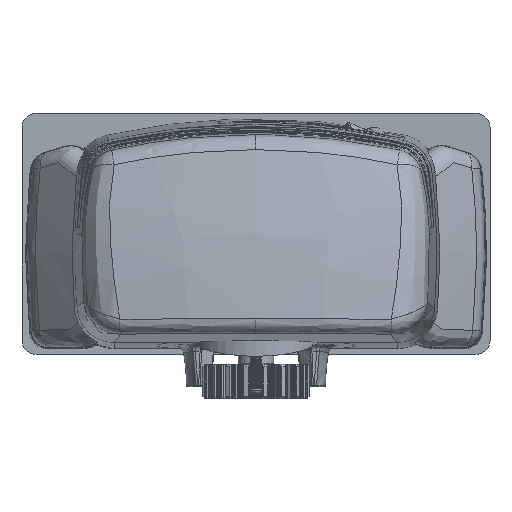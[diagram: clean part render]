
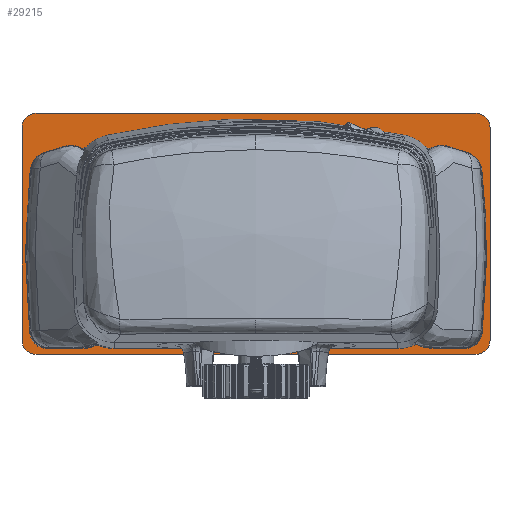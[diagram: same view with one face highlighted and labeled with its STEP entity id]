
A CAD part, top view. The second image highlights one B-rep face of the part: STEP entity #29215.
In plain terms, the highlighted planar face has unit normal (0, 0, 1).
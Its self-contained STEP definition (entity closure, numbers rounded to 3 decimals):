
#4743 = DIRECTION ( 'NONE',  ( 1., 0., 0. ) ) ;
#6043 = EDGE_CURVE ( 'NONE', #61350, #96820, #67459, .T. ) ;
#7337 = LINE ( 'NONE', #83528, #74203 ) ;
#8252 = CARTESIAN_POINT ( 'NONE',  ( 0., 3.75, 0. ) ) ;
#8407 = CIRCLE ( 'NONE', #97180, 10. ) ;
#8826 = CIRCLE ( 'NONE', #13619, 10. ) ;
#9139 = VERTEX_POINT ( 'NONE', #23853 ) ;
#9645 = ORIENTED_EDGE ( 'NONE', *, *, #28734, .T. ) ;
#12103 = ORIENTED_EDGE ( 'NONE', *, *, #71927, .T. ) ;
#13619 = AXIS2_PLACEMENT_3D ( 'NONE', #96199, #44038, #104962 ) ;
#15686 = ORIENTED_EDGE ( 'NONE', *, *, #6043, .T. ) ;
#16718 = ORIENTED_EDGE ( 'NONE', *, *, #47240, .T. ) ;
#18767 = CARTESIAN_POINT ( 'NONE',  ( -165., 3.75, 0. ) ) ;
#19226 = AXIS2_PLACEMENT_3D ( 'NONE', #8252, #77979, #25830 ) ;
#19242 = DIRECTION ( 'NONE',  ( 0., 0., 1. ) ) ;
#19487 = VERTEX_POINT ( 'NONE', #86670 ) ;
#19648 = ORIENTED_EDGE ( 'NONE', *, *, #67591, .T. ) ;
#19874 = VECTOR ( 'NONE', #36596, 1000. ) ;
#20742 = DIRECTION ( 'NONE',  ( 0., 0., 1. ) ) ;
#23853 = CARTESIAN_POINT ( 'NONE',  ( 155., 88.75, 0. ) ) ;
#24125 = ORIENTED_EDGE ( 'NONE', *, *, #43226, .T. ) ;
#25830 = DIRECTION ( 'NONE',  ( 1., 0., 0. ) ) ;
#26439 = VERTEX_POINT ( 'NONE', #36510 ) ;
#28734 = EDGE_CURVE ( 'NONE', #9139, #72678, #112547, .T. ) ;
#29215 = ADVANCED_FACE ( 'NONE', ( #111025 ), #111914, .T. ) ;
#30007 = VERTEX_POINT ( 'NONE', #52272 ) ;
#30414 = DIRECTION ( 'NONE',  ( 0., 1., 0. ) ) ;
#33786 = CARTESIAN_POINT ( 'NONE',  ( -155., -81.25, 0. ) ) ;
#35925 = DIRECTION ( 'NONE',  ( 0., -1., 0. ) ) ;
#36510 = CARTESIAN_POINT ( 'NONE',  ( -165., -71.25, 0. ) ) ;
#36596 = DIRECTION ( 'NONE',  ( -1., 0., 0. ) ) ;
#38197 = AXIS2_PLACEMENT_3D ( 'NONE', #109128, #56893, #4743 ) ;
#39017 = CIRCLE ( 'NONE', #38197, 10. ) ;
#40118 = DIRECTION ( 'NONE',  ( 1., 0., 0. ) ) ;
#43226 = EDGE_CURVE ( 'NONE', #96820, #9139, #8407, .T. ) ;
#44038 = DIRECTION ( 'NONE',  ( 0., 0., 1. ) ) ;
#47240 = EDGE_CURVE ( 'NONE', #26439, #96940, #8826, .T. ) ;
#49540 = LINE ( 'NONE', #18767, #72767 ) ;
#49551 = CARTESIAN_POINT ( 'NONE',  ( 165., -71.25, 0. ) ) ;
#52272 = CARTESIAN_POINT ( 'NONE',  ( 155., -81.25, 0. ) ) ;
#56893 = DIRECTION ( 'NONE',  ( 0., 0., 1. ) ) ;
#57892 = CARTESIAN_POINT ( 'NONE',  ( -155., 88.75, 0. ) ) ;
#61258 = ORIENTED_EDGE ( 'NONE', *, *, #107317, .T. ) ;
#61350 = VERTEX_POINT ( 'NONE', #49551 ) ;
#64736 = VECTOR ( 'NONE', #30414, 1000. ) ;
#67459 = LINE ( 'NONE', #73849, #64736 ) ;
#67591 = EDGE_CURVE ( 'NONE', #96940, #30007, #7337, .T. ) ;
#71401 = CARTESIAN_POINT ( 'NONE',  ( 155., 78.75, 0. ) ) ;
#71927 = EDGE_CURVE ( 'NONE', #30007, #61350, #90974, .T. ) ;
#72678 = VERTEX_POINT ( 'NONE', #57892 ) ;
#72767 = VECTOR ( 'NONE', #35925, 1000. ) ;
#72911 = CARTESIAN_POINT ( 'NONE',  ( 155., -71.25, 0. ) ) ;
#73849 = CARTESIAN_POINT ( 'NONE',  ( 165., 3.75, 0. ) ) ;
#74203 = VECTOR ( 'NONE', #40118, 1000. ) ;
#75474 = EDGE_CURVE ( 'NONE', #19487, #26439, #49540, .T. ) ;
#77979 = DIRECTION ( 'NONE',  ( 0., 0., 1. ) ) ;
#80147 = DIRECTION ( 'NONE',  ( 1., 0., 0. ) ) ;
#81634 = DIRECTION ( 'NONE',  ( 1., 0., 0. ) ) ;
#82637 = EDGE_LOOP ( 'NONE', ( #16718, #19648, #12103, #15686, #24125, #9645, #61258, #89787 ) ) ;
#83528 = CARTESIAN_POINT ( 'NONE',  ( 0., -81.25, 0. ) ) ;
#85340 = AXIS2_PLACEMENT_3D ( 'NONE', #72911, #20742, #81634 ) ;
#86670 = CARTESIAN_POINT ( 'NONE',  ( -165., 78.75, 0. ) ) ;
#89787 = ORIENTED_EDGE ( 'NONE', *, *, #75474, .T. ) ;
#90974 = CIRCLE ( 'NONE', #85340, 10. ) ;
#92849 = CARTESIAN_POINT ( 'NONE',  ( 165., 78.75, 0. ) ) ;
#96199 = CARTESIAN_POINT ( 'NONE',  ( -155., -71.25, 0. ) ) ;
#96820 = VERTEX_POINT ( 'NONE', #92849 ) ;
#96940 = VERTEX_POINT ( 'NONE', #33786 ) ;
#97180 = AXIS2_PLACEMENT_3D ( 'NONE', #71401, #19242, #80147 ) ;
#104962 = DIRECTION ( 'NONE',  ( 1., 0., 0. ) ) ;
#105881 = CARTESIAN_POINT ( 'NONE',  ( 0., 88.75, 0. ) ) ;
#107317 = EDGE_CURVE ( 'NONE', #72678, #19487, #39017, .T. ) ;
#109128 = CARTESIAN_POINT ( 'NONE',  ( -155., 78.75, 0. ) ) ;
#111025 = FACE_OUTER_BOUND ( 'NONE', #82637, .T. ) ;
#111914 = PLANE ( 'NONE',  #19226 ) ;
#112547 = LINE ( 'NONE', #105881, #19874 ) ;
